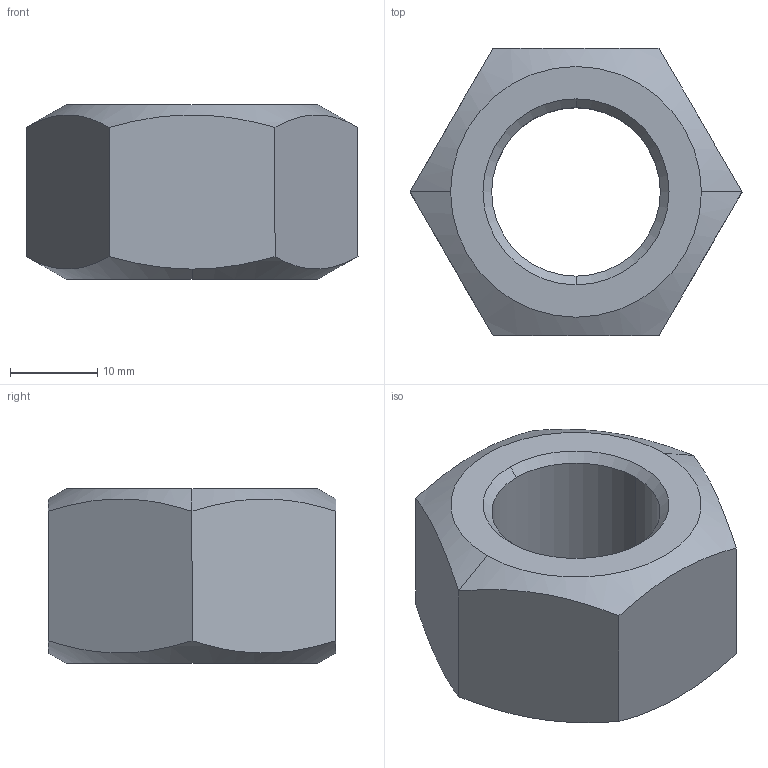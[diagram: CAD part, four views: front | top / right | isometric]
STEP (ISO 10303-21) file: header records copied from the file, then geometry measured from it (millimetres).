
FILE_DESCRIPTION (( 'STEP AP203' ), '1' );
FILE_NAME ('Nut_Default_sldprt.STEP', '2020-01-15T12:28:35', ( '' ), ( '' ), 'SwSTEP 2.0', 'SolidWorks 2017', '' );
FILE_SCHEMA (( 'CONFIG_CONTROL_DESIGN' ));
Length unit declared in the file: millimetre
Products named in the file (1): Nut_Default_sldprt
Bounding box: 38 x 32.91 x 20 mm (x, y, z)
Surface area: 4421 mm2 (no closed solid volume)
Topology: 0 solids, 1 shells, 18 faces, 44 edges, 28 vertices
Faces by surface type: cone 8, plane 8, cylinder 2
Entity records: 717 total; most frequent: CARTESIAN_POINT 225, ORIENTED_EDGE 88, DIRECTION 82, EDGE_CURVE 44, AXIS2_PLACEMENT_3D 33, VERTEX_POINT 28, EDGE_LOOP 20, FACE_OUTER_BOUND 18
